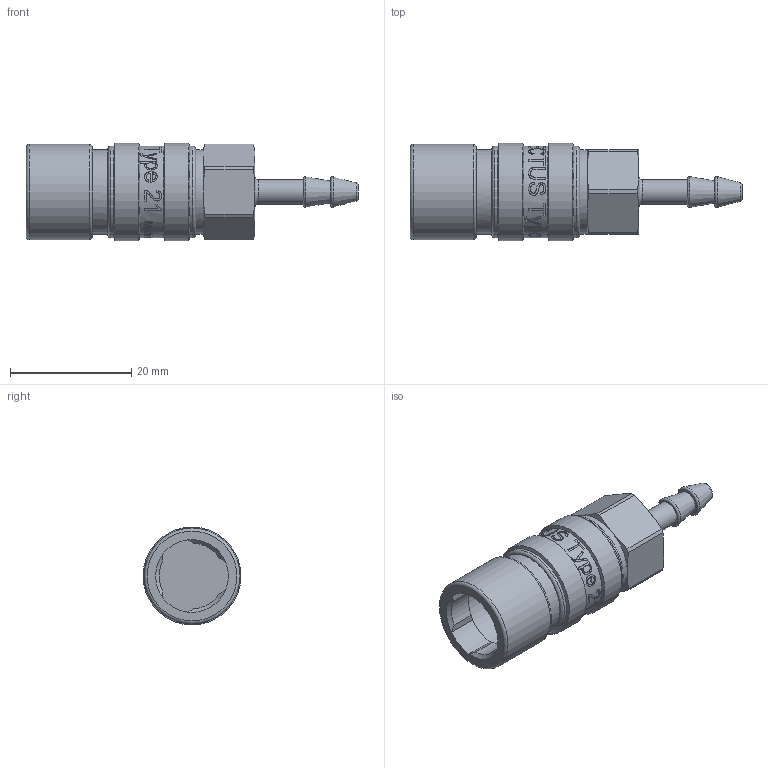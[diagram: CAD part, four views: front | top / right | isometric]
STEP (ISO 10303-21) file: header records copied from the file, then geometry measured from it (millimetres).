
FILE_DESCRIPTION(/* description */ (''),/* implementation_level */ '2;1');
FILE_NAME(/* name */ '21kbtf04mpn3.stp',/* time_stamp */ '2020-08-12T10:33:30+02:00',/* author */ ('IA176480'),/* organization */ (''),/* preprocessor_version */ 'ST-DEVELOPER v17',/* originating_system */ 'Autodesk Inventor 2019',/* authorisation */ '');
FILE_SCHEMA (('CONFIG_CONTROL_DESIGN'));
Products named in the file (1): 21KBTF04MPN3
Bounding box: 54.79 x 16.15 x 16.15 mm (x, y, z)
Volume: 5765.3 mm3; surface area: 4176.9 mm2
Topology: 1 solids, 3 shells, 472 faces, 1285 edges, 862 vertices
Faces by surface type: bspline 211, plane 152, cylinder 69, cone 32, torus 8
Full cylindrical faces by diameter (mm): 4.05 x1, 11.4 x1, 12 x2, 12.15 x1, 12.3 x1, 14 x4, 15.1 x3, 15.8 x1, 16.15 x2
Entity records: 64771 total; most frequent: CARTESIAN_POINT 53908, ORIENTED_EDGE 2570, DIRECTION 1427, EDGE_CURVE 1285, VERTEX_POINT 862, B_SPLINE_CURVE_WITH_KNOTS 565, EDGE_LOOP 519, AXIS2_PLACEMENT_3D 481
